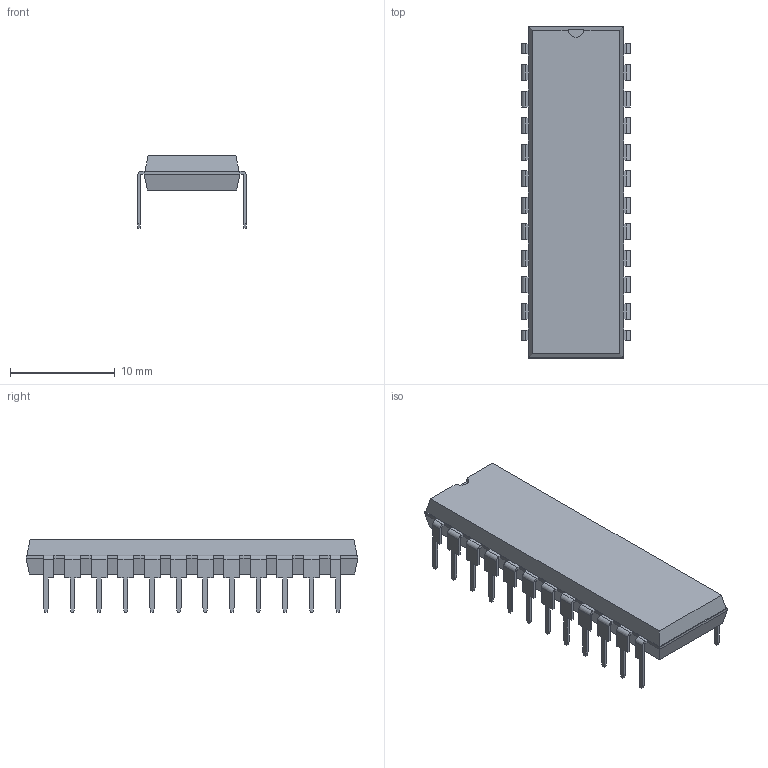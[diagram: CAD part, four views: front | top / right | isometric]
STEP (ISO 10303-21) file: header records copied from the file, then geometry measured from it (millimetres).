
FILE_DESCRIPTION(/* description */ ('model of DIP-24_W10.16mm'),/* implementation_level */ '2;1');
FILE_NAME(/* name */ 'DIP-24_W10.16mm.step',/* time_stamp */ '2017-03-07T23:59:26',/* author */ ('kicad StepUp','ksu'),/* organization */ ('FreeCAD'),/* preprocessor_version */ 'OCC',/* originating_system */ 'kicad StepUp',/* authorisation */ '');
FILE_SCHEMA(('AUTOMOTIVE_DESIGN_CC2 { 1 2 10303 214 -1 1 5 4 }'));
Length unit declared in the file: millimetre
Products named in the file (1): DIP-24_W10.16mm
Bounding box: 10.41 x 31.75 x 6.98 mm (x, y, z)
Volume: 941.7 mm3; surface area: 1106.5 mm2
Topology: 1 solids, 1 shells, 420 faces, 1148 edges, 730 vertices
Faces by surface type: plane 335, cylinder 49, bspline 36
Entity records: 16195 total; most frequent: CARTESIAN_POINT 2723, ORIENTED_EDGE 2296, DIRECTION 1999, EDGE_CURVE 1148, LINE 1029, VECTOR 1029, VERTEX_POINT 730, AXIS2_PLACEMENT_3D 485
